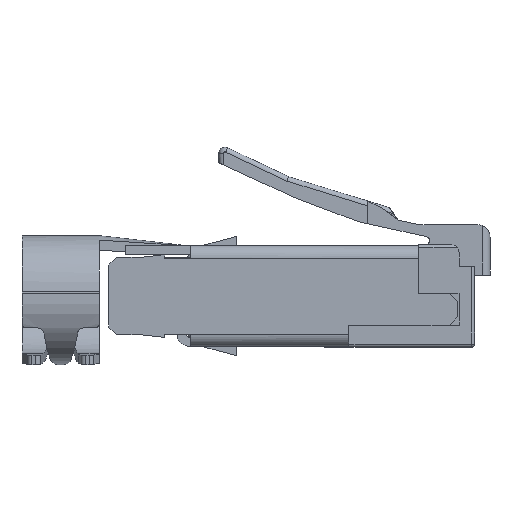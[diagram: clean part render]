
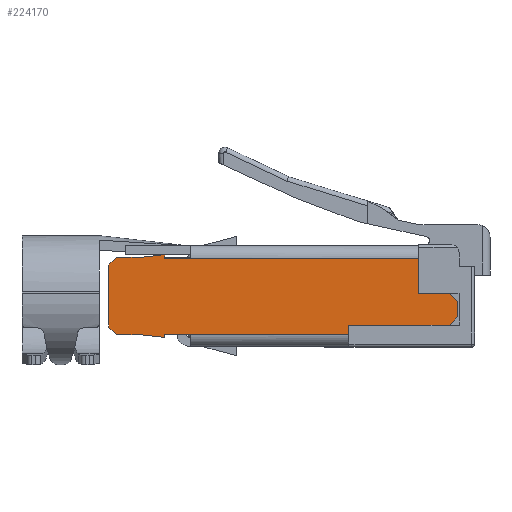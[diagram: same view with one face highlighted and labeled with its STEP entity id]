
A CAD part, left-side view. The second image highlights one B-rep face of the part: STEP entity #224170.
In plain terms, the highlighted face is planar.
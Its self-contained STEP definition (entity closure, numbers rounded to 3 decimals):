
#31560=CARTESIAN_POINT('',(5.8,-5.175,-10.4));
#31570=VERTEX_POINT('',#31560);
#31620=CARTESIAN_POINT('',(5.8,-5.175,0.));
#31630=DIRECTION('',(0.,0.,-1.));
#31640=VECTOR('',#31630,1.);
#31650=LINE('',#31620,#31640);
#31660=CARTESIAN_POINT('',(5.8,-5.175,-16.875));
#31670=VERTEX_POINT('',#31660);
#31680=EDGE_CURVE('',#31570,#31670,#31650,.T.);
#32660=CARTESIAN_POINT('',(5.8,-5.8,3.));
#32670=VERTEX_POINT('',#32660);
#32720=CARTESIAN_POINT('',(5.8,-8.154,-17.4));
#32730=DIRECTION('',(0.,0.115,
0.993));
#32740=VECTOR('',#32730,1.);
#32750=LINE('',#32720,#32740);
#32760=CARTESIAN_POINT('',(5.8,-5.95,1.7));
#32770=VERTEX_POINT('',#32760);
#32780=EDGE_CURVE('',#32770,#32670,#32750,.T.);
#40270=CARTESIAN_POINT('',(5.8,-0.8,3.));
#40280=VERTEX_POINT('',#40270);
#40310=CARTESIAN_POINT('',(5.8,-0.8,-17.4));
#40320=DIRECTION('',(0.,0.,-1.));
#40330=VECTOR('',#40320,1.);
#40340=LINE('',#40310,#40330);
#40350=CARTESIAN_POINT('',(5.8,-0.8,
4.6));
#40360=VERTEX_POINT('',#40350);
#40370=EDGE_CURVE('',#40360,#40280,#40340,.T.);
#41200=CARTESIAN_POINT('',(5.8,-3.125,-16.875));
#41210=VERTEX_POINT('',#41200);
#41240=CARTESIAN_POINT('',(5.8,-3.125,0.));
#41250=DIRECTION('',(0.,0.,-1.));
#41260=VECTOR('',#41250,1.);
#41270=LINE('',#41240,#41260);
#41280=CARTESIAN_POINT('',(5.8,-3.125,-14.9));
#41290=VERTEX_POINT('',#41280);
#41300=EDGE_CURVE('',#41290,#41210,#41270,.T.);
#53140=CARTESIAN_POINT('',(5.8,-0.85,-14.9));
#53150=VERTEX_POINT('',#53140);
#53180=CARTESIAN_POINT('',(5.8,-0.85,0.));
#53190=DIRECTION('',(0.,0.,1.));
#53200=VECTOR('',#53190,1.);
#53210=LINE('',#53180,#53200);
#53220=CARTESIAN_POINT('',(5.8,-0.85,1.5));
#53230=VERTEX_POINT('',#53220);
#53240=EDGE_CURVE('',#53150,#53230,#53210,.T.);
#54570=CARTESIAN_POINT('',(5.8,-0.65,1.5));
#54580=VERTEX_POINT('',#54570);
#54610=CARTESIAN_POINT('',(5.8,-0.65,-17.4));
#54620=DIRECTION('',(0.,0.,-1.));
#54630=VECTOR('',#54620,1.);
#54640=LINE('',#54610,#54630);
#54650=CARTESIAN_POINT('',(5.8,-0.65,1.7));
#54660=VERTEX_POINT('',#54650);
#54670=EDGE_CURVE('',#54660,#54580,#54640,.T.);
#58030=CARTESIAN_POINT('',(5.8,-1.3,
5.1));
#58040=VERTEX_POINT('',#58030);
#58070=CARTESIAN_POINT('',(5.8,-3.3,5.1));
#58080=DIRECTION('',(0.,1.,0.));
#58090=VECTOR('',#58080,1.);
#58100=LINE('',#58070,#58090);
#58110=CARTESIAN_POINT('',(5.8,-5.3,
5.1));
#58120=VERTEX_POINT('',#58110);
#58130=EDGE_CURVE('',#58120,#58040,#58100,.T.);
#58450=CARTESIAN_POINT('',(5.8,1.554,-17.4));
#58460=DIRECTION('',(0.,0.115,
-0.993));
#58470=VECTOR('',#58460,1.);
#58480=LINE('',#58450,#58470);
#58490=EDGE_CURVE('',#40280,#54660,#58480,.T.);
#72410=CARTESIAN_POINT('',(5.8,0.,-14.9));
#72420=DIRECTION('',(0.,-1.,0.));
#72430=VECTOR('',#72420,1.);
#72440=LINE('',#72410,#72430);
#72450=EDGE_CURVE('',#53150,#41290,#72440,.T.);
#87870=CARTESIAN_POINT('',(5.8,-5.75,-10.4));
#87880=VERTEX_POINT('',#87870);
#88120=CARTESIAN_POINT('',(5.8,-5.75,1.5));
#88130=VERTEX_POINT('',#88120);
#88160=CARTESIAN_POINT('',(5.8,-5.75,-17.4));
#88170=DIRECTION('',(0.,0.,-1.));
#88180=VECTOR('',#88170,1.);
#88190=LINE('',#88160,#88180);
#88200=EDGE_CURVE('',#88130,#87880,#88190,.T.);
#92550=CARTESIAN_POINT('',(5.8,-5.95,-17.4));
#92560=DIRECTION('',(0.,0.,1.));
#92570=VECTOR('',#92560,1.);
#92580=LINE('',#92550,#92570);
#92590=CARTESIAN_POINT('',(5.8,-5.95,1.5));
#92600=VERTEX_POINT('',#92590);
#92610=EDGE_CURVE('',#92600,#32770,#92580,.T.);
#134390=CARTESIAN_POINT('',(5.8,-27.8,-17.4));
#134400=DIRECTION('',(0.,0.707,
0.707));
#134410=VECTOR('',#134400,1.);
#134420=LINE('',#134390,#134410);
#134430=CARTESIAN_POINT('',(5.8,-5.8,4.6));
#134440=VERTEX_POINT('',#134430);
#134450=EDGE_CURVE('',#134440,#58120,#134420,.T.);
#144230=CARTESIAN_POINT('',(5.8,-3.3,1.5));
#144240=DIRECTION('',(0.,-1.,0.));
#144250=VECTOR('',#144240,1.);
#144260=LINE('',#144230,#144250);
#144270=EDGE_CURVE('',#88130,#92600,#144260,.T.);
#147860=CARTESIAN_POINT('',(5.8,-3.3,1.5));
#147870=DIRECTION('',(0.,-1.,0.));
#147880=VECTOR('',#147870,1.);
#147890=LINE('',#147860,#147880);
#147900=EDGE_CURVE('',#54580,#53230,#147890,.T.);
#166770=CARTESIAN_POINT('',(5.8,21.2,-17.4));
#166780=DIRECTION('',(0.,0.707,
-0.707));
#166790=VECTOR('',#166780,1.);
#166800=LINE('',#166770,#166790);
#166810=EDGE_CURVE('',#58040,#40360,#166800,.T.);
#174160=CARTESIAN_POINT('',(5.8,0.,-10.4));
#174170=DIRECTION('',(0.,-1.,0.));
#174180=VECTOR('',#174170,1.);
#174190=LINE('',#174160,#174180);
#174200=EDGE_CURVE('',#31570,#87880,#174190,.T.);
#179240=CARTESIAN_POINT('',(5.8,-5.8,-17.4));
#179250=DIRECTION('',(0.,0.,1.));
#179260=VECTOR('',#179250,1.);
#179270=LINE('',#179240,#179260);
#179280=EDGE_CURVE('',#32670,#134440,#179270,.T.);
#223710=CARTESIAN_POINT('',(5.8,-2.475,-14.9));
#223720=DIRECTION('',(-1.,0.,0.));
#223730=DIRECTION('',(0.,1.,0.));
#223740=AXIS2_PLACEMENT_3D('',#223710,#223720,#223730);
#223750=PLANE('',#223740);
#223760=ORIENTED_EDGE('',*,*,#72450,.F.);
#223770=ORIENTED_EDGE('',*,*,#41300,.F.);
#223780=CARTESIAN_POINT('',(5.8,13.75,0.));
#223790=DIRECTION('',(0.,-0.707,-0.707));
#223800=VECTOR('',#223790,1.);
#223810=LINE('',#223780,#223800);
#223820=CARTESIAN_POINT('',(5.8,-3.65,-17.4));
#223830=VERTEX_POINT('',#223820);
#223840=EDGE_CURVE('',#41210,#223830,#223810,.T.);
#223850=ORIENTED_EDGE('',*,*,#223840,.F.);
#223860=CARTESIAN_POINT('',(5.8,0.,-17.4));
#223870=DIRECTION('',(0.,-1.,0.));
#223880=VECTOR('',#223870,1.);
#223890=LINE('',#223860,#223880);
#223900=CARTESIAN_POINT('',(5.8,-4.65,-17.4));
#223910=VERTEX_POINT('',#223900);
#223920=EDGE_CURVE('',#223830,#223910,#223890,.T.);
#223930=ORIENTED_EDGE('',*,*,#223920,.F.);
#223940=CARTESIAN_POINT('',(5.8,0.,-22.05));
#223950=DIRECTION('',(0.,-0.707,0.707));
#223960=VECTOR('',#223950,1.);
#223970=LINE('',#223940,#223960);
#223980=EDGE_CURVE('',#223910,#31670,#223970,.T.);
#223990=ORIENTED_EDGE('',*,*,#223980,.F.);
#224000=ORIENTED_EDGE('',*,*,#31680,.T.);
#224010=ORIENTED_EDGE('',*,*,#174200,.F.);
#224020=ORIENTED_EDGE('',*,*,#88200,.T.);
#224030=ORIENTED_EDGE('',*,*,#144270,.F.);
#224040=ORIENTED_EDGE('',*,*,#92610,.F.);
#224050=ORIENTED_EDGE('',*,*,#32780,.F.);
#224060=ORIENTED_EDGE('',*,*,#179280,.F.);
#224070=ORIENTED_EDGE('',*,*,#134450,.F.);
#224080=ORIENTED_EDGE('',*,*,#58130,.F.);
#224090=ORIENTED_EDGE('',*,*,#166810,.F.);
#224100=ORIENTED_EDGE('',*,*,#40370,.F.);
#224110=ORIENTED_EDGE('',*,*,#58490,.F.);
#224120=ORIENTED_EDGE('',*,*,#54670,.F.);
#224130=ORIENTED_EDGE('',*,*,#147900,.F.);
#224140=ORIENTED_EDGE('',*,*,#53240,.T.);
#224150=EDGE_LOOP('',(#224140,#224130,#224120,#224110,#224100,#224090,
#224080,#224070,#224060,#224050,#224040,#224030,#224020,#224010,#224000,
#223990,#223930,#223850,#223770,#223760));
#224160=FACE_OUTER_BOUND('',#224150,.T.);
#224170=ADVANCED_FACE('',(#224160),#223750,.F.);
